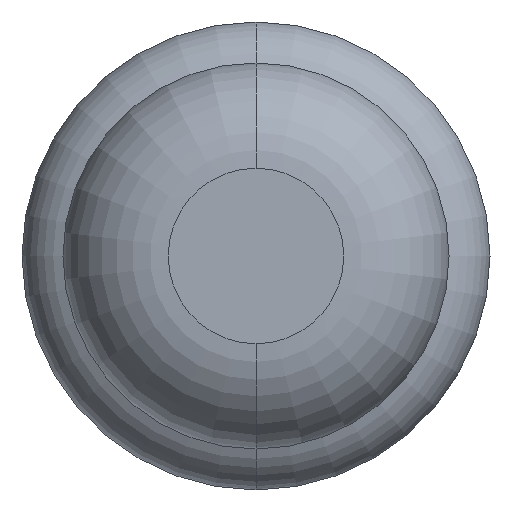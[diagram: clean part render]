
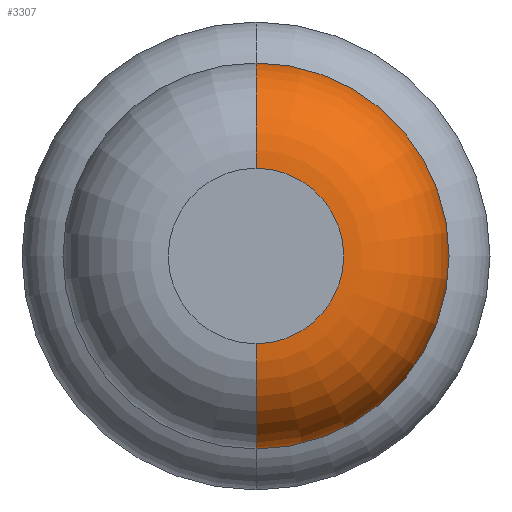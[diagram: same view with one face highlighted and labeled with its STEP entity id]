
A CAD part, front view. The second image highlights one B-rep face of the part: STEP entity #3307.
In plain terms, the highlighted toroidal (fillet/blend) face has major radius 0.375 mm and minor radius 0.45 mm.
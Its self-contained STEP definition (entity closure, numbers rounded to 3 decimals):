
#14 = AXIS2_PLACEMENT_3D ( 'NONE', #4435, #745, #4235 ) ;
#141 = DIRECTION ( 'NONE',  ( 0., 1., 0. ) ) ;
#421 = CARTESIAN_POINT ( 'NONE',  ( 0., -26.95, -0.825 ) ) ;
#539 = DIRECTION ( 'NONE',  ( 0., 0., 1. ) ) ;
#745 = DIRECTION ( 'NONE',  ( 0., 1., 0. ) ) ;
#800 = CARTESIAN_POINT ( 'NONE',  ( 0., -27.4, 0.375 ) ) ;
#1043 = EDGE_CURVE ( 'NONE', #1903, #3303, #3878, .T. ) ;
#1149 = CARTESIAN_POINT ( 'NONE',  ( 0., -26.95, 0. ) ) ;
#1169 = DIRECTION ( 'NONE',  ( 0., 1., 0. ) ) ;
#1237 = CARTESIAN_POINT ( 'NONE',  ( 0., -27.4, -0.375 ) ) ;
#1401 = ORIENTED_EDGE ( 'NONE', *, *, #3563, .F. ) ;
#1484 = FACE_OUTER_BOUND ( 'NONE', #2130, .T. ) ;
#1785 = ORIENTED_EDGE ( 'NONE', *, *, #1043, .F. ) ;
#1797 = EDGE_CURVE ( 'NONE', #4708, #2990, #3457, .T. ) ;
#1903 = VERTEX_POINT ( 'NONE', #800 ) ;
#2130 = EDGE_LOOP ( 'NONE', ( #2943, #3645, #1401, #1785 ) ) ;
#2175 = DIRECTION ( 'NONE',  ( 0., 0., -1. ) ) ;
#2272 = DIRECTION ( 'NONE',  ( 0., 0., 1. ) ) ;
#2492 = DIRECTION ( 'NONE',  ( -1., 0., 0. ) ) ;
#2516 = AXIS2_PLACEMENT_3D ( 'NONE', #4046, #4426, #2175 ) ;
#2564 = CIRCLE ( 'NONE', #3326, 0.375 ) ;
#2638 = EDGE_CURVE ( 'Defeature ausgef�hrt1_8+Defeature ausgef�hrt1_7+Defeature ausgef�hrt1_7+Defeature ausgef�hrt1_7', #1903, #4708, #2564, .T. ) ;
#2776 = AXIS2_PLACEMENT_3D ( 'NONE', #3238, #2492, #3182 ) ;
#2930 = CARTESIAN_POINT ( 'NONE',  ( 0., -26.95, 0.825 ) ) ;
#2943 = ORIENTED_EDGE ( 'NONE', *, *, #2638, .T. ) ;
#2990 = VERTEX_POINT ( 'NONE', #421 ) ;
#3182 = DIRECTION ( 'NONE',  ( 0., 0., 1. ) ) ;
#3238 = CARTESIAN_POINT ( 'NONE',  ( 0., -26.95, 0.375 ) ) ;
#3303 = VERTEX_POINT ( 'NONE', #2930 ) ;
#3307 = ADVANCED_FACE ( 'Defeature ausgef�hrt1_8', ( #1484 ), #4449, .T. ) ;
#3326 = AXIS2_PLACEMENT_3D ( 'NONE', #3834, #141, #539 ) ;
#3457 = CIRCLE ( 'NONE', #2516, 0.45 ) ;
#3563 = EDGE_CURVE ( 'Defeature ausgef�hrt1_9+Defeature ausgef�hrt1_8+Defeature ausgef�hrt1_8+Defeature ausgef�hrt1_8', #3303, #2990, #4037, .T. ) ;
#3645 = ORIENTED_EDGE ( 'NONE', *, *, #1797, .T. ) ;
#3834 = CARTESIAN_POINT ( 'NONE',  ( 0., -27.4, 0. ) ) ;
#3878 = CIRCLE ( 'NONE', #2776, 0.45 ) ;
#3955 = AXIS2_PLACEMENT_3D ( 'NONE', #1149, #1169, #2272 ) ;
#4037 = CIRCLE ( 'NONE', #3955, 0.825 ) ;
#4046 = CARTESIAN_POINT ( 'NONE',  ( 0., -26.95, -0.375 ) ) ;
#4235 = DIRECTION ( 'NONE',  ( 0., 0., 1. ) ) ;
#4426 = DIRECTION ( 'NONE',  ( 1., 0., 0. ) ) ;
#4435 = CARTESIAN_POINT ( 'NONE',  ( 0., -26.95, 0. ) ) ;
#4449 = TOROIDAL_SURFACE ( 'NONE', #14, 0.375, 0.45 ) ;
#4708 = VERTEX_POINT ( 'NONE', #1237 ) ;
